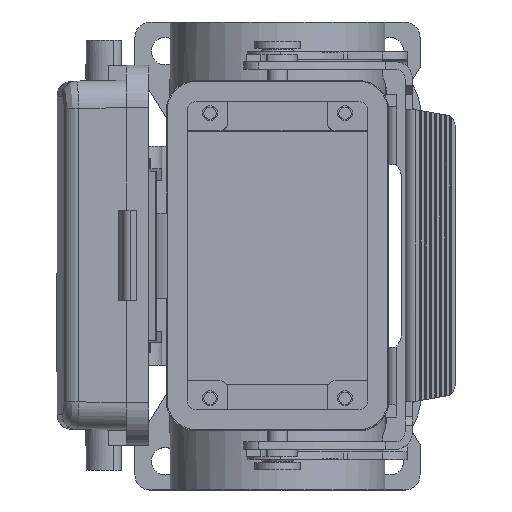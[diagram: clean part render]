
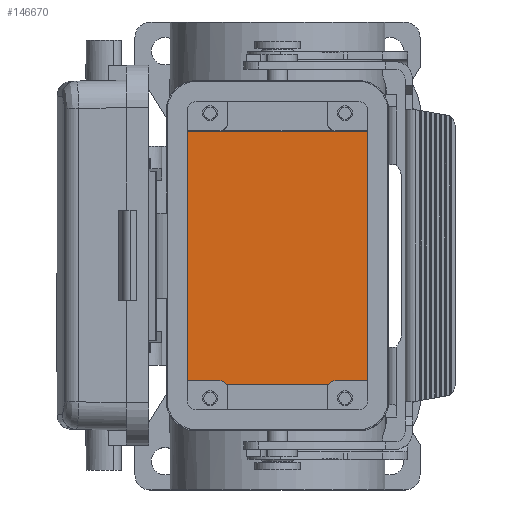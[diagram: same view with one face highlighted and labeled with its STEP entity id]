
A CAD part, top view. The second image highlights one B-rep face of the part: STEP entity #146670.
In plain terms, the highlighted planar face has unit normal (0, 0, 1).
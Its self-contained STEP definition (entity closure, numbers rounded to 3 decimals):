
#142500=CARTESIAN_POINT('',(-25.,-18.25,-60.));
#142510=DIRECTION('',(1.,0.,0.));
#142520=VECTOR('',#142510,50.);
#142530=LINE('',#142500,#142520);
#142540=CARTESIAN_POINT('',(-25.,-18.25,-60.));
#142550=VERTEX_POINT('',#142540);
#142560=CARTESIAN_POINT('',(25.,-18.25,-60.));
#142570=VERTEX_POINT('',#142560);
#142580=EDGE_CURVE('',#142550,#142570,#142530,.T.);
#145690=CARTESIAN_POINT('',(25.,18.25,-60.));
#145700=VERTEX_POINT('',#145690);
#145730=CARTESIAN_POINT('',(25.,18.25,-60.));
#145740=DIRECTION('',(-1.,0.,0.));
#145750=VECTOR('',#145740,50.);
#145760=LINE('',#145730,#145750);
#145770=CARTESIAN_POINT('',(-25.,18.25,-60.));
#145780=VERTEX_POINT('',#145770);
#145790=EDGE_CURVE('',#145700,#145780,#145760,.T.);
#146120=CARTESIAN_POINT('',(0.,0.,-60.));
#146130=DIRECTION('',(0.,0.,1.));
#146140=DIRECTION('',(1.,0.,0.));
#146150=AXIS2_PLACEMENT_3D('',#146120,#146130,#146140);
#146160=PLANE('',#146150);
#146170=CARTESIAN_POINT('',(-26.5,11.5,-60.));
#146180=DIRECTION('',(0.,0.,-1.));
#146190=DIRECTION('',(0.,-1.,0.));
#146200=AXIS2_PLACEMENT_3D('',#146170,#146180,#146190);
#146210=CIRCLE('',#146200,1.5);
#146220=CARTESIAN_POINT('',(-25.,11.5,-60.));
#146230=VERTEX_POINT('',#146220);
#146240=CARTESIAN_POINT('',(-25.75,10.201,-60.));
#146250=VERTEX_POINT('',#146240);
#146260=EDGE_CURVE('',#146230,#146250,#146210,.T.);
#146270=ORIENTED_EDGE('',*,*,#146260,.T.);
#146280=CARTESIAN_POINT('',(-25.,18.25,-60.));
#146290=DIRECTION('',(0.,-1.,0.));
#146300=VECTOR('',#146290,6.75);
#146310=LINE('',#146280,#146300);
#146320=EDGE_CURVE('',#145780,#146230,#146310,.T.);
#146330=ORIENTED_EDGE('',*,*,#146320,.T.);
#146340=ORIENTED_EDGE('',*,*,#145790,.T.);
#146350=CARTESIAN_POINT('',(25.,-18.25,-60.));
#146360=DIRECTION('',(0.,1.,0.));
#146370=VECTOR('',#146360,36.5);
#146380=LINE('',#146350,#146370);
#146390=EDGE_CURVE('',#142570,#145700,#146380,.T.);
#146400=ORIENTED_EDGE('',*,*,#146390,.T.);
#146410=ORIENTED_EDGE('',*,*,#142580,.T.);
#146420=CARTESIAN_POINT('',(-25.,-11.5,-60.));
#146430=DIRECTION('',(0.,-1.,0.));
#146440=VECTOR('',#146430,6.75);
#146450=LINE('',#146420,#146440);
#146460=CARTESIAN_POINT('',(-25.,-11.5,-60.));
#146470=VERTEX_POINT('',#146460);
#146480=EDGE_CURVE('',#146470,#142550,#146450,.T.);
#146490=ORIENTED_EDGE('',*,*,#146480,.T.);
#146500=CARTESIAN_POINT('',(-26.5,-11.5,-60.));
#146510=DIRECTION('',(0.,0.,-1.));
#146520=DIRECTION('',(-1.,0.,0.));
#146530=AXIS2_PLACEMENT_3D('',#146500,#146510,#146520);
#146540=CIRCLE('',#146530,1.5);
#146550=CARTESIAN_POINT('',(-25.75,-10.201,-60.));
#146560=VERTEX_POINT('',#146550);
#146570=EDGE_CURVE('',#146560,#146470,#146540,.T.);
#146580=ORIENTED_EDGE('',*,*,#146570,.T.);
#146590=CARTESIAN_POINT('',(-25.75,0.,-60.));
#146600=DIRECTION('',(0.,1.,-0.));
#146610=VECTOR('',#146600,1.);
#146620=LINE('',#146590,#146610);
#146630=EDGE_CURVE('',#146560,#146250,#146620,.T.);
#146640=ORIENTED_EDGE('',*,*,#146630,.F.);
#146650=EDGE_LOOP('',(#146640,#146580,#146490,#146410,#146400,#146340,
#146330,#146270));
#146660=FACE_OUTER_BOUND('',#146650,.T.);
#146670=ADVANCED_FACE('',(#146660),#146160,.T.);
